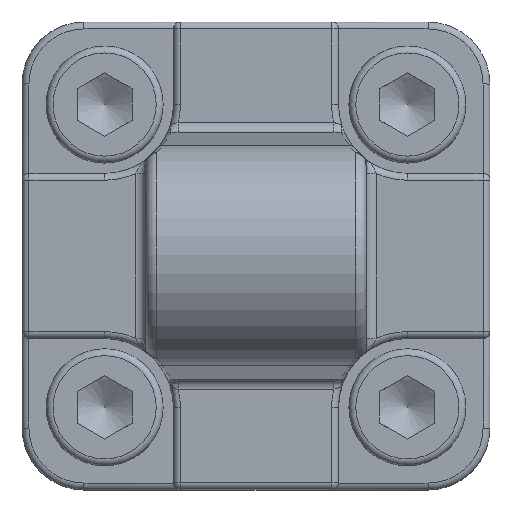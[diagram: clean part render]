
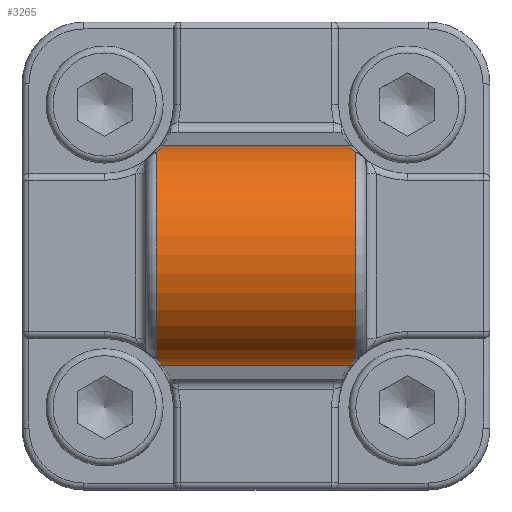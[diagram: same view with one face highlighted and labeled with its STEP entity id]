
A CAD part, top view. The second image highlights one B-rep face of the part: STEP entity #3265.
In plain terms, the highlighted cylindrical face has radius 8 mm (diameter 16 mm), a partial arc.
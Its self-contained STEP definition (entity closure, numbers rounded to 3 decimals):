
#100=CYLINDRICAL_SURFACE('',#3525,8.);
#167=B_SPLINE_CURVE_WITH_KNOTS('',3,(#4964,#4965,#4966,#4967),
 .UNSPECIFIED.,.F.,.F.,(4,4),(-0.225,0.),
 .UNSPECIFIED.);
#179=B_SPLINE_CURVE_WITH_KNOTS('',3,(#5394,#5395,#5396,#5397),
 .UNSPECIFIED.,.F.,.F.,(4,4),(-0.225,0.),.UNSPECIFIED.);
#187=B_SPLINE_CURVE_WITH_KNOTS('',3,(#5669,#5670,#5671,#5672),
 .UNSPECIFIED.,.F.,.F.,(4,4),(-0.225,0.),.UNSPECIFIED.);
#199=B_SPLINE_CURVE_WITH_KNOTS('',3,(#6069,#6070,#6071,#6072),
 .UNSPECIFIED.,.F.,.F.,(4,4),(-0.225,0.),.UNSPECIFIED.);
#314=FACE_OUTER_BOUND('',#517,.T.);
#517=EDGE_LOOP('',(#2265,#2266,#2267,#2268,#2269,#2270,#2271,#2272));
#735=CIRCLE('',#3524,8.);
#736=CIRCLE('',#3526,8.);
#918=LINE('',#6411,#1096);
#921=LINE('',#6487,#1099);
#1096=VECTOR('',#4040,10.);
#1099=VECTOR('',#4049,10.);
#1269=VERTEX_POINT('',#4941);
#1271=VERTEX_POINT('',#4962);
#1287=VERTEX_POINT('',#5341);
#1289=VERTEX_POINT('',#5392);
#1301=VERTEX_POINT('',#5646);
#1303=VERTEX_POINT('',#5667);
#1319=VERTEX_POINT('',#6020);
#1321=VERTEX_POINT('',#6067);
#1568=EDGE_CURVE('',#1271,#1269,#167,.T.);
#1595=EDGE_CURVE('',#1289,#1287,#179,.T.);
#1616=EDGE_CURVE('',#1303,#1301,#187,.T.);
#1643=EDGE_CURVE('',#1321,#1319,#199,.T.);
#1683=EDGE_CURVE('',#1301,#1321,#918,.T.);
#1689=EDGE_CURVE('',#1289,#1269,#921,.T.);
#1693=EDGE_CURVE('',#1287,#1303,#735,.T.);
#1694=EDGE_CURVE('',#1319,#1271,#736,.T.);
#2265=ORIENTED_EDGE('',*,*,#1568,.F.);
#2266=ORIENTED_EDGE('',*,*,#1694,.F.);
#2267=ORIENTED_EDGE('',*,*,#1643,.F.);
#2268=ORIENTED_EDGE('',*,*,#1683,.F.);
#2269=ORIENTED_EDGE('',*,*,#1616,.F.);
#2270=ORIENTED_EDGE('',*,*,#1693,.F.);
#2271=ORIENTED_EDGE('',*,*,#1595,.F.);
#2272=ORIENTED_EDGE('',*,*,#1689,.T.);
#3265=ADVANCED_FACE('',(#314),#100,.T.);
#3524=AXIS2_PLACEMENT_3D('',#6561,#4057,#4058);
#3525=AXIS2_PLACEMENT_3D('',#6562,#4059,#4060);
#3526=AXIS2_PLACEMENT_3D('',#6563,#4061,#4062);
#4040=DIRECTION('',(-1.,0.,0.));
#4049=DIRECTION('',(-1.,0.,0.));
#4057=DIRECTION('center_axis',(1.,0.,0.));
#4058=DIRECTION('ref_axis',(0.,0.,1.));
#4059=DIRECTION('center_axis',(1.,0.,0.));
#4060=DIRECTION('ref_axis',(0.,-0.998,0.07));
#4061=DIRECTION('center_axis',(-1.,0.,0.));
#4062=DIRECTION('ref_axis',(0.,0.,1.));
#4941=CARTESIAN_POINT('',(-6.82,7.98,20.559));
#4962=CARTESIAN_POINT('',(-7.25,7.489,22.814));
#4964=CARTESIAN_POINT('Ctrl Pts',(-7.25,7.489,22.814));
#4965=CARTESIAN_POINT('Ctrl Pts',(-6.993,7.75,22.119));
#4966=CARTESIAN_POINT('Ctrl Pts',(-6.863,7.925,21.345));
#4967=CARTESIAN_POINT('Ctrl Pts',(-6.82,7.98,20.559));
#5341=CARTESIAN_POINT('',(7.25,7.489,22.814));
#5392=CARTESIAN_POINT('',(6.82,7.98,20.559));
#5394=CARTESIAN_POINT('Ctrl Pts',(6.82,7.98,20.559));
#5395=CARTESIAN_POINT('Ctrl Pts',(6.863,7.925,21.345));
#5396=CARTESIAN_POINT('Ctrl Pts',(6.993,7.75,22.119));
#5397=CARTESIAN_POINT('Ctrl Pts',(7.25,7.489,22.814));
#5646=CARTESIAN_POINT('',(6.82,-7.98,20.559));
#5667=CARTESIAN_POINT('',(7.25,-7.489,22.814));
#5669=CARTESIAN_POINT('Ctrl Pts',(7.25,-7.489,22.814));
#5670=CARTESIAN_POINT('Ctrl Pts',(6.993,-7.75,22.119));
#5671=CARTESIAN_POINT('Ctrl Pts',(6.863,-7.925,21.345));
#5672=CARTESIAN_POINT('Ctrl Pts',(6.82,-7.98,20.559));
#6020=CARTESIAN_POINT('',(-7.25,-7.489,22.814));
#6067=CARTESIAN_POINT('',(-6.82,-7.98,20.559));
#6069=CARTESIAN_POINT('Ctrl Pts',(-6.82,-7.98,20.559));
#6070=CARTESIAN_POINT('Ctrl Pts',(-6.863,-7.925,21.345));
#6071=CARTESIAN_POINT('Ctrl Pts',(-6.993,-7.75,22.119));
#6072=CARTESIAN_POINT('Ctrl Pts',(-7.25,-7.489,22.814));
#6411=CARTESIAN_POINT('',(0.,-7.98,20.559));
#6487=CARTESIAN_POINT('',(0.,7.98,20.559));
#6561=CARTESIAN_POINT('Origin',(7.25,0.,20.));
#6562=CARTESIAN_POINT('Origin',(0.,0.,20.));
#6563=CARTESIAN_POINT('Origin',(-7.25,0.,20.));
